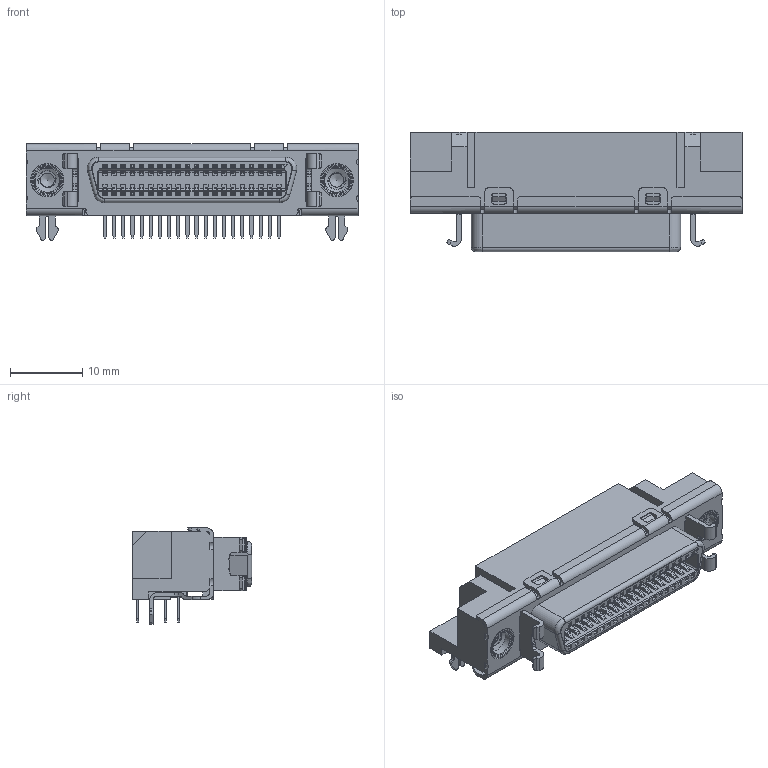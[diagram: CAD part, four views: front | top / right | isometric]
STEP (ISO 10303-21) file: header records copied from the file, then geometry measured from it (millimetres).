
FILE_DESCRIPTION( ('This file contains a STEP AP42 implementation' ,'as created by ZW3D STEP Interface translator.') ,'2;1' );
FILE_NAME( '6321M-XXXRDXXMWA01.stp' ,'2311 3.165512', (''), ('ZWCAD Software Co.'), 'Version 1.0', 'ZW3D to STEP translator', '' );
FILE_SCHEMA(('AUTOMOTIVE_DESIGN { 1 0 10303 214 1 1 1 1 }'));
Length unit declared in the file: millimetre
Products named in the file (2): 0; 6321M-040RDS1MWA01
Bounding box: 46.05 x 16.55 x 13.4 mm (x, y, z)
Volume: 4340 mm3; surface area: 6908.8 mm2
Topology: 1 solids, 241 shells, 5356 faces, 14405 edges, 9436 vertices
Faces by surface type: plane 3599, cylinder 1219, bspline 532, cone 6
Full cylindrical faces by diameter (mm): 1.96 x10, 3.35 x2, 3.85 x2, 4 x2, 4.05 x2, 4.5 x2, 4.7 x2, 5 x2
Entity records: 176738 total; most frequent: CARTESIAN_POINT 36324, ORIENTED_EDGE 28822, DIRECTION 27036, EDGE_CURVE 14403, VECTOR 10720, LINE 10720, VERTEX_POINT 9436, AXIS2_PLACEMENT_3D 8158
